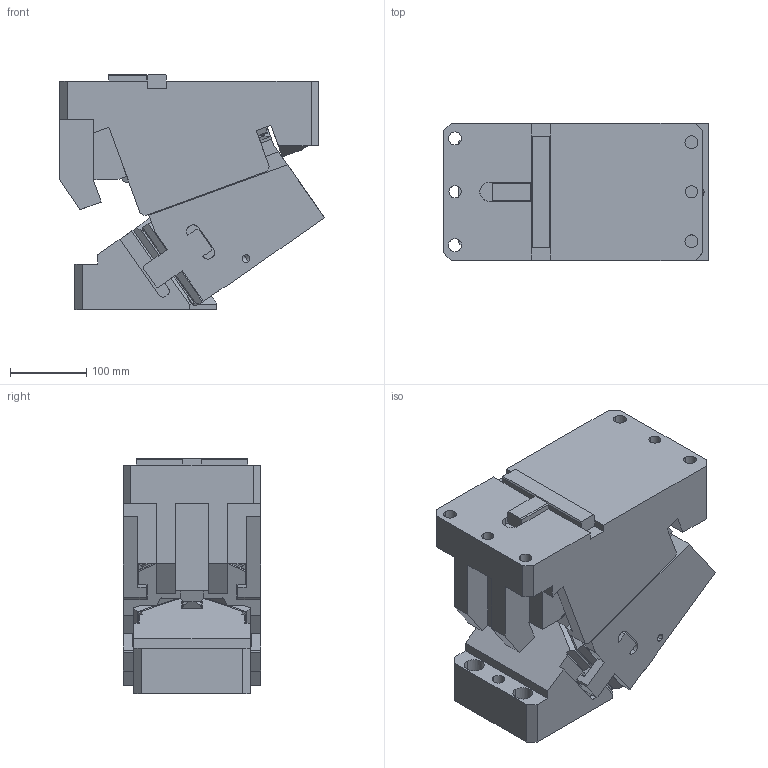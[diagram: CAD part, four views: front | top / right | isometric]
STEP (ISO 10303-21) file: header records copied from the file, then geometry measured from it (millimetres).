
FILE_DESCRIPTION(('CATIA V5 STEP Exchange'),'2;1');
FILE_NAME('CACV_F_180_55.stp','2015-04-27T06:53:33+00:00',('none'),('none'),'CATIA Version 5 Release 19 SP 2 (IN-10)','CATIA V5 STEP AP203','none');
FILE_SCHEMA(('CONFIG_CONTROL_DESIGN'));
Length unit declared in the file: millimetre
Products named in the file (1): CACV_F_180_55
Bounding box: 347.32 x 180 x 309 mm (x, y, z)
Volume: 12603751.3 mm3; surface area: 711481.1 mm2
Topology: 3 solids, 5 shells, 534 faces, 1501 edges, 980 vertices
Faces by surface type: plane 364, cylinder 158, cone 8, bspline 4
Entity records: 18133 total; most frequent: CARTESIAN_POINT 4890, ORIENTED_EDGE 2990, DIRECTION 2269, EDGE_CURVE 1495, VECTOR 1113, LINE 1113, VERTEX_POINT 980, AXIS2_PLACEMENT_3D 676
